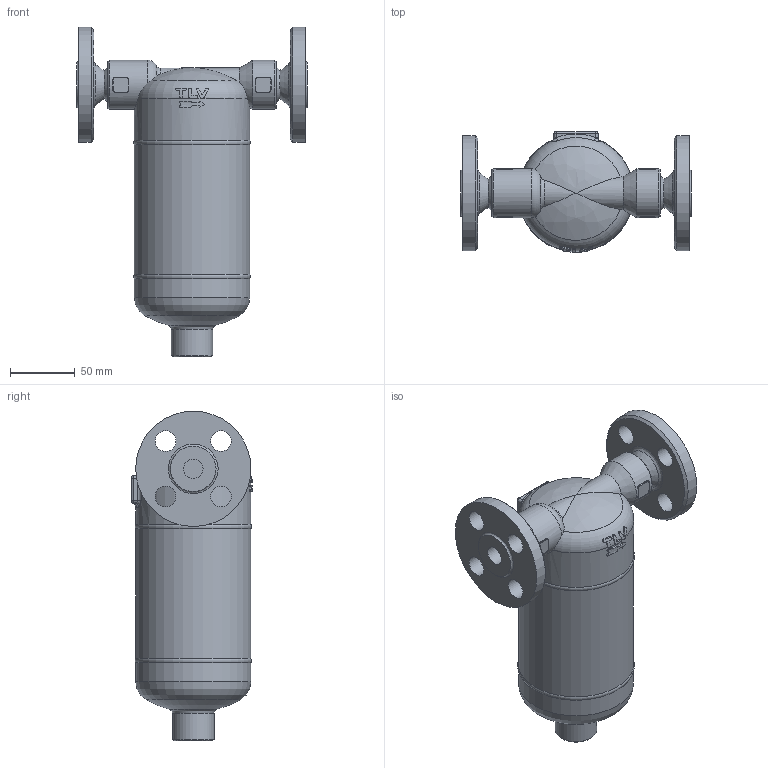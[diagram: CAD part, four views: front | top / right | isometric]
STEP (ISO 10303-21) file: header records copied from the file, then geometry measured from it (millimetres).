
FILE_DESCRIPTION((''),'2;1');
FILE_NAME('dc700-015-a0150-00.stp','2010-10-21T09:30:42',('nakaot'),(''),'Autodesk Inventor 2008','Autodesk Inventor 2008','');
FILE_SCHEMA(('AUTOMOTIVE_DESIGN { 1 0 10303 214 1 1 1 1 }'));
Length unit declared in the file: millimetre
Products named in the file (1): dc700-015-a0150-00
Bounding box: 178 x 93 x 254.5 mm (x, y, z)
Volume: 1360366.2 mm3; surface area: 110531.6 mm2
Topology: 1 solids, 3 shells, 238 faces, 588 edges, 353 vertices
Faces by surface type: cylinder 80, bspline 72, plane 52, torus 26, cone 7, sphere 1
Full cylindrical faces by diameter (mm): 15 x1, 16 x4, 21.7 x1, 32 x1, 38 x2, 89 x3, 89.1 x1
Entity records: 9679 total; most frequent: CARTESIAN_POINT 4607, ORIENTED_EDGE 1030, DIRECTION 991, EDGE_CURVE 515, AXIS2_PLACEMENT_3D 421, VERTEX_POINT 339, EDGE_LOOP 314, CIRCLE 242
